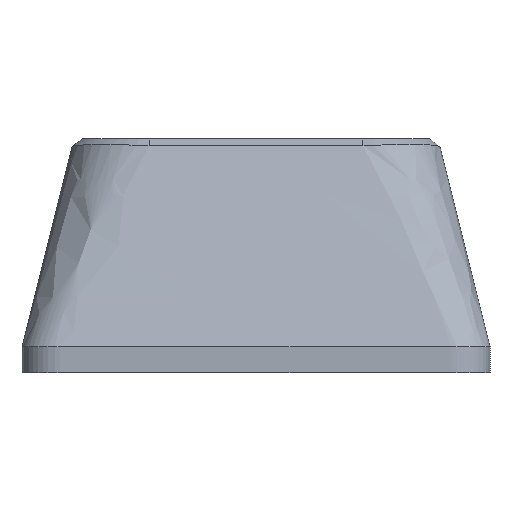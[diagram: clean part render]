
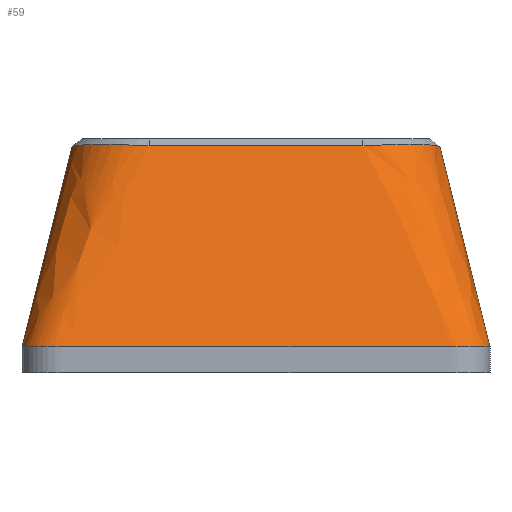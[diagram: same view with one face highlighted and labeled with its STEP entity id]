
A CAD part, front view. The second image highlights one B-rep face of the part: STEP entity #59.
In plain terms, the highlighted free-form (B-spline) face has degree [1, 2] with [2, 9] control points.
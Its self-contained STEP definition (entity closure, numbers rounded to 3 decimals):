
#59=ADVANCED_FACE('',(#162),#1580,.T.);
#162=FACE_OUTER_BOUND('',#265,.T.);
#265=EDGE_LOOP('',(#472,#473,#474,#475,#476,#477,#478));
#472=ORIENTED_EDGE('',*,*,#1138,.T.);
#473=ORIENTED_EDGE('',*,*,#967,.T.);
#474=ORIENTED_EDGE('',*,*,#966,.T.);
#475=ORIENTED_EDGE('',*,*,#965,.T.);
#476=ORIENTED_EDGE('',*,*,#964,.T.);
#477=ORIENTED_EDGE('',*,*,#953,.F.);
#478=ORIENTED_EDGE('',*,*,#1137,.F.);
#953=EDGE_CURVE('',#1456,#1460,#1156,.T.);
#964=EDGE_CURVE('',#1462,#1460,#1244,.T.);
#965=EDGE_CURVE('',#1463,#1462,#1245,.T.);
#966=EDGE_CURVE('',#1464,#1463,#1246,.T.);
#967=EDGE_CURVE('',#1465,#1464,#1247,.T.);
#1137=EDGE_CURVE('',#1575,#1456,#1173,.T.);
#1138=EDGE_CURVE('',#1575,#1465,#1174,.T.);
#1156=(
BOUNDED_CURVE()
B_SPLINE_CURVE(1,(#2675,#2676),.UNSPECIFIED.,.F.,.F.)
B_SPLINE_CURVE_WITH_KNOTS((2,2),(11.131,19.935),
 .UNSPECIFIED.)
CURVE()
GEOMETRIC_REPRESENTATION_ITEM()
RATIONAL_B_SPLINE_CURVE((1.,1.))
REPRESENTATION_ITEM('')
);
#1173=(
BOUNDED_CURVE()
B_SPLINE_CURVE(2,(#3260,#3261,#3262,#3263,#3264,#3265,#3266,#3267,#3268),
 .UNSPECIFIED.,.F.,.F.)
B_SPLINE_CURVE_WITH_KNOTS((3,2,2,2,3),(-36.,-22.303,-18.,-4.303,
0.),.UNSPECIFIED.)
CURVE()
GEOMETRIC_REPRESENTATION_ITEM()
RATIONAL_B_SPLINE_CURVE((1.,1.,1.,0.707,1.,1.,1.,0.707,
1.))
REPRESENTATION_ITEM('')
);
#1174=(
BOUNDED_CURVE()
B_SPLINE_CURVE(1,(#3269,#3270),.UNSPECIFIED.,.F.,.F.)
B_SPLINE_CURVE_WITH_KNOTS((2,2),(11.131,19.935),
 .UNSPECIFIED.)
CURVE()
GEOMETRIC_REPRESENTATION_ITEM()
RATIONAL_B_SPLINE_CURVE((1.,1.))
REPRESENTATION_ITEM('')
);
#1244=B_SPLINE_CURVE_WITH_KNOTS('',3,(#2732,#2733,#2734,#2735,#2736),
 .UNSPECIFIED.,.F.,.F.,(4,1,4),(44.896,46.906,48.917),
 .UNSPECIFIED.);
#1245=B_SPLINE_CURVE_WITH_KNOTS('',3,(#2737,#2738,#2739,#2740),
 .UNSPECIFIED.,.F.,.F.,(4,4),(36.669,44.896),
 .UNSPECIFIED.);
#1246=B_SPLINE_CURVE_WITH_KNOTS('',3,(#2741,#2742,#2743,#2744,#2745),
 .UNSPECIFIED.,.F.,.F.,(4,1,4),(32.649,34.66,36.669),
 .UNSPECIFIED.);
#1247=B_SPLINE_CURVE_WITH_KNOTS('',3,(#2746,#2747,#2748,#2749),
 .UNSPECIFIED.,.F.,.F.,(4,4),(24.384,32.649),
 .UNSPECIFIED.);
#1456=VERTEX_POINT('',#2292);
#1460=VERTEX_POINT('',#2296);
#1462=VERTEX_POINT('',#2298);
#1463=VERTEX_POINT('',#2299);
#1464=VERTEX_POINT('',#2300);
#1465=VERTEX_POINT('',#2301);
#1575=VERTEX_POINT('',#2411);
#1580=(
BOUNDED_SURFACE()
B_SPLINE_SURFACE(1,2,((#2133,#2134,#2135,#2136,#2137,#2138,#2139,#2140,
#2141),(#2142,#2143,#2144,#2145,#2146,#2147,#2148,#2149,#2150)),
 .UNSPECIFIED.,.F.,.F.,.F.)
B_SPLINE_SURFACE_WITH_KNOTS((2,2),(3,2,2,2,3),(11.131,20.282),
(-36.,-22.303,-18.,-4.303,0.),.UNSPECIFIED.)
GEOMETRIC_REPRESENTATION_ITEM()
RATIONAL_B_SPLINE_SURFACE(((1.,1.,1.,0.707,1.,1.,1.,0.707,
1.),(1.,1.,1.,0.707,1.,1.,1.,0.707,1.)))
REPRESENTATION_ITEM('')
SURFACE()
);
#2133=CARTESIAN_POINT('',(-53.,-11.5,6.));
#2134=CARTESIAN_POINT('',(-53.,-19.,6.));
#2135=CARTESIAN_POINT('',(-53.,-26.5,6.));
#2136=CARTESIAN_POINT('',(-53.,-28.,6.));
#2137=CARTESIAN_POINT('',(-54.5,-28.,6.));
#2138=CARTESIAN_POINT('',(-62.,-28.,6.));
#2139=CARTESIAN_POINT('',(-69.5,-28.,6.));
#2140=CARTESIAN_POINT('',(-71.,-28.,6.));
#2141=CARTESIAN_POINT('',(-71.,-26.5,6.));
#2142=CARTESIAN_POINT('',(-55.,-14.,14.));
#2143=CARTESIAN_POINT('',(-55.,-18.,14.));
#2144=CARTESIAN_POINT('',(-55.,-22.,14.));
#2145=CARTESIAN_POINT('',(-55.,-25.,14.));
#2146=CARTESIAN_POINT('',(-58.,-25.,14.));
#2147=CARTESIAN_POINT('',(-62.,-25.,14.));
#2148=CARTESIAN_POINT('',(-66.,-25.,14.));
#2149=CARTESIAN_POINT('',(-69.,-25.,14.));
#2150=CARTESIAN_POINT('',(-69.,-22.,14.));
#2292=CARTESIAN_POINT('',(-71.,-26.5,6.));
#2296=CARTESIAN_POINT('',(-69.076,-22.17,13.697));
#2298=CARTESIAN_POINT('',(-66.114,-25.097,13.74));
#2299=CARTESIAN_POINT('',(-57.886,-25.097,13.74));
#2300=CARTESIAN_POINT('',(-54.924,-22.17,13.697));
#2301=CARTESIAN_POINT('',(-54.924,-13.905,13.697));
#2411=CARTESIAN_POINT('',(-53.,-11.5,6.));
#2675=CARTESIAN_POINT('',(-71.,-26.5,6.));
#2676=CARTESIAN_POINT('',(-69.076,-22.17,13.697));
#2732=CARTESIAN_POINT('',(-66.114,-25.097,13.74));
#2733=CARTESIAN_POINT('',(-66.885,-25.084,13.778));
#2734=CARTESIAN_POINT('',(-68.375,-24.437,13.803));
#2735=CARTESIAN_POINT('',(-69.062,-22.951,13.754));
#2736=CARTESIAN_POINT('',(-69.076,-22.17,13.697));
#2737=CARTESIAN_POINT('',(-57.886,-25.097,13.74));
#2738=CARTESIAN_POINT('',(-60.629,-25.097,13.74));
#2739=CARTESIAN_POINT('',(-63.371,-25.097,13.74));
#2740=CARTESIAN_POINT('',(-66.114,-25.097,13.74));
#2741=CARTESIAN_POINT('',(-54.924,-22.17,13.697));
#2742=CARTESIAN_POINT('',(-54.938,-22.951,13.754));
#2743=CARTESIAN_POINT('',(-55.625,-24.437,13.803));
#2744=CARTESIAN_POINT('',(-57.115,-25.084,13.778));
#2745=CARTESIAN_POINT('',(-57.886,-25.097,13.74));
#2746=CARTESIAN_POINT('',(-54.924,-13.905,13.697));
#2747=CARTESIAN_POINT('',(-54.924,-16.66,13.697));
#2748=CARTESIAN_POINT('',(-54.924,-19.415,13.697));
#2749=CARTESIAN_POINT('',(-54.924,-22.17,13.697));
#3260=CARTESIAN_POINT('',(-53.,-11.5,6.));
#3261=CARTESIAN_POINT('',(-53.,-19.,6.));
#3262=CARTESIAN_POINT('',(-53.,-26.5,6.));
#3263=CARTESIAN_POINT('',(-53.,-28.,6.));
#3264=CARTESIAN_POINT('',(-54.5,-28.,6.));
#3265=CARTESIAN_POINT('',(-62.,-28.,6.));
#3266=CARTESIAN_POINT('',(-69.5,-28.,6.));
#3267=CARTESIAN_POINT('',(-71.,-28.,6.));
#3268=CARTESIAN_POINT('',(-71.,-26.5,6.));
#3269=CARTESIAN_POINT('',(-53.,-11.5,6.));
#3270=CARTESIAN_POINT('',(-54.924,-13.905,13.697));
